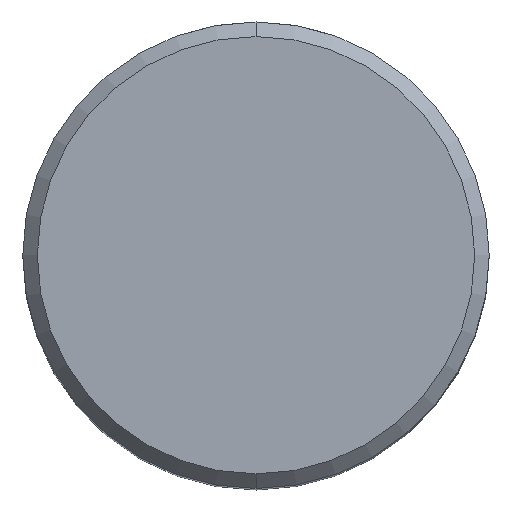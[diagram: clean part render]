
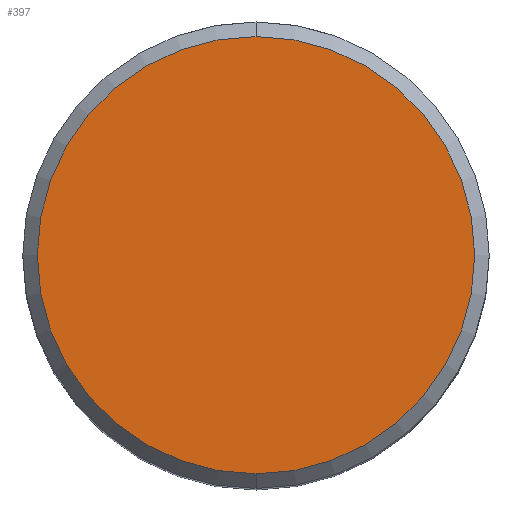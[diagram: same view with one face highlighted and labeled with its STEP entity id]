
A CAD part, top view. The second image highlights one B-rep face of the part: STEP entity #397.
In plain terms, the highlighted planar face has unit normal (0, 0, 1).
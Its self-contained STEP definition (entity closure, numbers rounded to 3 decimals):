
#217=EDGE_CURVE('',#461,#293,#533,.T.);
#293=VERTEX_POINT('',#611);
#351=EDGE_CURVE('',#293,#461,#678,.T.);
#397=ADVANCED_FACE('',(#726),#727,.T.);
#461=VERTEX_POINT('',#797);
#533=CIRCLE('',#921,15.0);
#611=CARTESIAN_POINT('',(0.,-15.0,0.0));
#678=CIRCLE('',#1217,15.0);
#726=FACE_OUTER_BOUND('',#1376,.T.);
#727=PLANE('',#1377);
#797=CARTESIAN_POINT('',(0.0,15.0,0.0));
#921=AXIS2_PLACEMENT_3D('',#1696,#1697,#1698);
#1217=AXIS2_PLACEMENT_3D('',#1841,#1842,#1843);
#1376=EDGE_LOOP('',(#1882,#1883));
#1377=AXIS2_PLACEMENT_3D('',#1884,#1885,#1886);
#1696=CARTESIAN_POINT('',(0.0,0.0,0.0));
#1697=DIRECTION('',(0.0,0.0,-1.0));
#1698=DIRECTION('',(0.0,1.0,0.0));
#1841=CARTESIAN_POINT('',(0.0,0.0,0.0));
#1842=DIRECTION('',(0.0,0.0,-1.0));
#1843=DIRECTION('',(0.0,1.0,0.0));
#1882=ORIENTED_EDGE('',*,*,#217,.F.);
#1883=ORIENTED_EDGE('',*,*,#351,.F.);
#1884=CARTESIAN_POINT('',(0.0,7.5,0.0));
#1885=DIRECTION('',(-0.0,0.0,1.0));
#1886=DIRECTION('',(0.0,-1.0,0.0));
